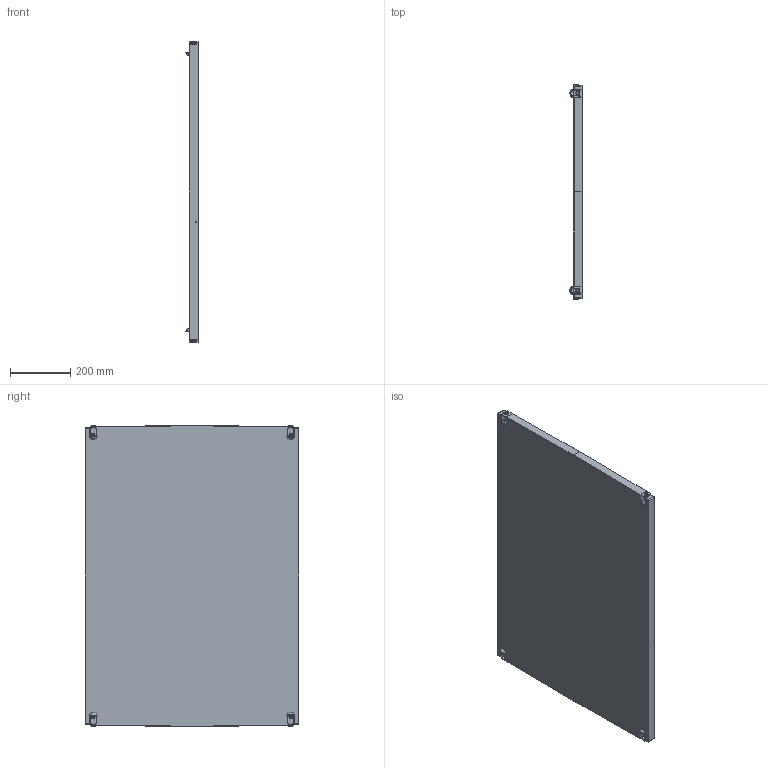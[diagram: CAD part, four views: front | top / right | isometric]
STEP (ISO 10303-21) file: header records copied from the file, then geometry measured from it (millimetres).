
FILE_DESCRIPTION((''),'2;1');
FILE_NAME('GW46419','2021-03-24T15:18:39',('User'),('Axiro Italia'),'CREO PARAMETRIC BY PTC INC, 2020354','CREO PARAMETRIC BY PTC INC, 2020354','');
FILE_SCHEMA(('CONFIG_CONTROL_DESIGN'));
Length unit declared in the file: millimetre
Products named in the file (1): GW46419
Bounding box: 40.34 x 712.22 x 1002.21 mm (x, y, z)
Volume: 3374494.2 mm3; surface area: 1713215.4 mm2
Topology: 1 solids, 1 shells, 261 faces, 725 edges, 473 vertices
Faces by surface type: plane 175, cylinder 58, sphere 12, torus 8, cone 8
Entity records: 9396 total; most frequent: CARTESIAN_POINT 2659, ORIENTED_EDGE 1438, DIRECTION 1318, EDGE_CURVE 719, VECTOR 526, LINE 526, VERTEX_POINT 473, AXIS2_PLACEMENT_3D 396
